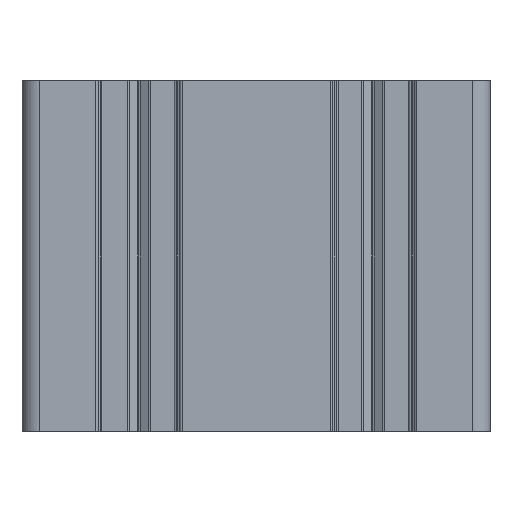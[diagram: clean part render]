
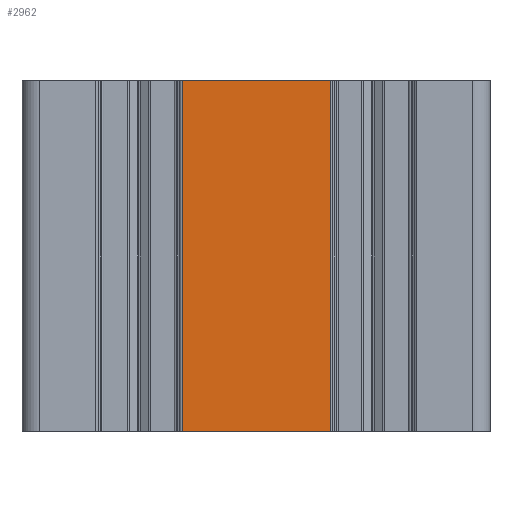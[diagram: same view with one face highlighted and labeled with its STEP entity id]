
A CAD part, left-side view. The second image highlights one B-rep face of the part: STEP entity #2962.
In plain terms, the highlighted planar face has unit normal (-1, 0, 0).
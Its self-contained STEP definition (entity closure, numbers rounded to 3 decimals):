
#54 = LINE ( 'NONE', #1345, #1727 ) ;
#455 = VECTOR ( 'NONE', #9460, 1000. ) ;
#1215 = ORIENTED_EDGE ( 'NONE', *, *, #8559, .F. ) ;
#1345 = CARTESIAN_POINT ( 'NONE',  ( -10., -3.7, 0. ) ) ;
#1727 = VECTOR ( 'NONE', #2810, 1000. ) ;
#1729 = CARTESIAN_POINT ( 'NONE',  ( -10., -3.7, 0. ) ) ;
#1966 = CARTESIAN_POINT ( 'NONE',  ( -10., -3.7, 30. ) ) ;
#2434 = AXIS2_PLACEMENT_3D ( 'NONE', #1729, #7034, #2499 ) ;
#2499 = DIRECTION ( 'NONE',  ( 0., 0., 1. ) ) ;
#2810 = DIRECTION ( 'NONE',  ( 0., 0., 1. ) ) ;
#2838 = EDGE_CURVE ( 'NONE', #8662, #9487, #5629, .T. ) ;
#2962 = ADVANCED_FACE ( 'NONE', ( #9123 ), #6452, .T. ) ;
#3407 = ORIENTED_EDGE ( 'NONE', *, *, #5307, .F. ) ;
#3555 = VERTEX_POINT ( 'NONE', #8654 ) ;
#3608 = CARTESIAN_POINT ( 'NONE',  ( -10., -3.7, 30. ) ) ;
#4342 = VECTOR ( 'NONE', #9257, 1000. ) ;
#4496 = CARTESIAN_POINT ( 'NONE',  ( -10., -16.35, 0. ) ) ;
#4822 = CARTESIAN_POINT ( 'NONE',  ( -10., -16.35, 0. ) ) ;
#5121 = ORIENTED_EDGE ( 'NONE', *, *, #8896, .T. ) ;
#5289 = LINE ( 'NONE', #3608, #455 ) ;
#5307 = EDGE_CURVE ( 'NONE', #8969, #9487, #5289, .T. ) ;
#5629 = LINE ( 'NONE', #4822, #9131 ) ;
#6321 = CARTESIAN_POINT ( 'NONE',  ( -10., -3.7, 0. ) ) ;
#6452 = PLANE ( 'NONE',  #2434 ) ;
#6456 = LINE ( 'NONE', #6321, #4342 ) ;
#7030 = ORIENTED_EDGE ( 'NONE', *, *, #2838, .T. ) ;
#7034 = DIRECTION ( 'NONE',  ( -1., 0., 0. ) ) ;
#7113 = EDGE_LOOP ( 'NONE', ( #3407, #1215, #5121, #7030 ) ) ;
#8398 = CARTESIAN_POINT ( 'NONE',  ( -10., -16.35, 30. ) ) ;
#8559 = EDGE_CURVE ( 'NONE', #3555, #8969, #54, .T. ) ;
#8646 = DIRECTION ( 'NONE',  ( 0., 0., 1. ) ) ;
#8654 = CARTESIAN_POINT ( 'NONE',  ( -10., -3.7, 0. ) ) ;
#8662 = VERTEX_POINT ( 'NONE', #4496 ) ;
#8896 = EDGE_CURVE ( 'NONE', #3555, #8662, #6456, .T. ) ;
#8969 = VERTEX_POINT ( 'NONE', #1966 ) ;
#9123 = FACE_OUTER_BOUND ( 'NONE', #7113, .T. ) ;
#9131 = VECTOR ( 'NONE', #8646, 1000. ) ;
#9257 = DIRECTION ( 'NONE',  ( 0., -1., 0. ) ) ;
#9460 = DIRECTION ( 'NONE',  ( 0., -1., 0. ) ) ;
#9487 = VERTEX_POINT ( 'NONE', #8398 ) ;
